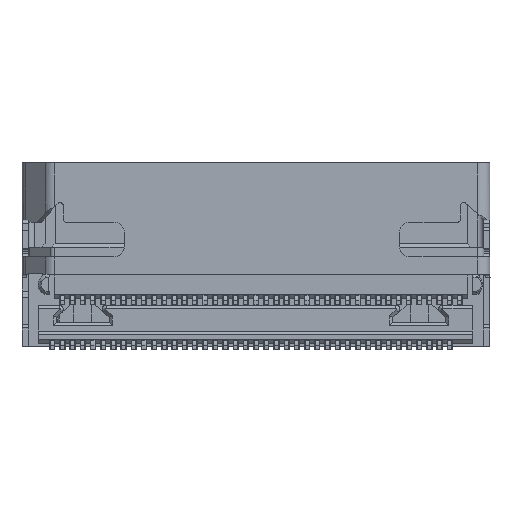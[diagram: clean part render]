
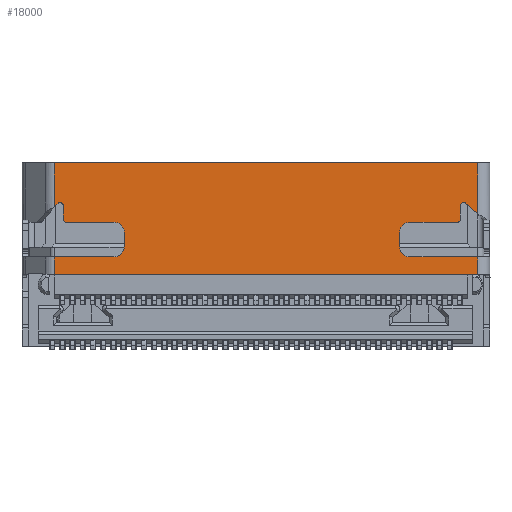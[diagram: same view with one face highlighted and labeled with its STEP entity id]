
A CAD part, front view. The second image highlights one B-rep face of the part: STEP entity #18000.
In plain terms, the highlighted planar face has unit normal (0, -1, 0).
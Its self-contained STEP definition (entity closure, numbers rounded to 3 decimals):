
#192=DIRECTION('',(1.,0.,0.));
#193=VECTOR('',#192,3.332);
#194=CARTESIAN_POINT('',(7.525,-0.05,
-0.366));
#195=LINE('',#194,#193);
#295=DIRECTION('',(1.,0.,0.));
#296=VECTOR('',#295,20.761);
#297=CARTESIAN_POINT('',(-9.904,-0.05,
4.252));
#298=LINE('',#297,#296);
#369=CARTESIAN_POINT('',(-6.983,-0.05,
0.134));
#370=DIRECTION('',(0.,1.,0.));
#371=DIRECTION('',(1.,0.,0.));
#372=AXIS2_PLACEMENT_3D('',#369,#370,#371);
#374=DIRECTION('',(0.,0.,-1.));
#375=VECTOR('',#374,0.7);
#376=CARTESIAN_POINT('',(-6.483,-0.05,
0.834));
#377=LINE('',#376,#375);
#378=CARTESIAN_POINT('',(-6.983,-0.05,
0.834));
#379=DIRECTION('',(0.,1.,0.));
#380=DIRECTION('',(0.,0.,1.));
#381=AXIS2_PLACEMENT_3D('',#378,#379,#380);
#383=DIRECTION('',(1.,0.,0.));
#384=VECTOR('',#383,2.335);
#385=CARTESIAN_POINT('',(-9.317,-0.05,
1.334));
#386=LINE('',#385,#384);
#387=CARTESIAN_POINT('',(-9.317,-0.05,
1.484));
#388=DIRECTION('',(0.,-1.,0.));
#389=DIRECTION('',(-1.,0.,0.));
#390=AXIS2_PLACEMENT_3D('',#387,#388,#389);
#392=DIRECTION('',(0.,0.,-1.));
#393=VECTOR('',#392,0.669);
#394=CARTESIAN_POINT('',(-9.467,-0.05,
2.153));
#395=LINE('',#394,#393);
#396=CARTESIAN_POINT('',(-9.617,-0.05,
2.153));
#397=DIRECTION('',(0.,1.,0.));
#398=DIRECTION('',(-0.651,0.,0.759));
#399=AXIS2_PLACEMENT_3D('',#396,#397,#398);
#401=DIRECTION('',(0.759,0.,0.651));
#402=VECTOR('',#401,0.25);
#403=CARTESIAN_POINT('',(-9.904,-0.05,
2.105));
#404=LINE('',#403,#402);
#405=DIRECTION('',(0.759,0.,-0.651));
#406=VECTOR('',#405,0.79);
#407=CARTESIAN_POINT('',(10.257,-0.05,2.268));
#408=LINE('',#407,#406);
#409=CARTESIAN_POINT('',(10.16,-0.05,2.154));
#410=DIRECTION('',(0.,1.,0.));
#411=DIRECTION('',(0.,0.,1.));
#412=AXIS2_PLACEMENT_3D('',#409,#410,#411);
#414=CARTESIAN_POINT('',(10.16,-0.05,2.154));
#415=DIRECTION('',(0.,1.,0.));
#416=DIRECTION('',(-1.,0.,0.));
#417=AXIS2_PLACEMENT_3D('',#414,#415,#416);
#419=CARTESIAN_POINT('',(9.86,-0.05,1.484));
#420=DIRECTION('',(0.,-1.,0.));
#421=DIRECTION('',(0.,0.,-1.));
#422=AXIS2_PLACEMENT_3D('',#419,#420,#421);
#424=CARTESIAN_POINT('',(7.525,-0.05,
0.834));
#425=DIRECTION('',(0.,1.,0.));
#426=DIRECTION('',(-1.,0.,0.));
#427=AXIS2_PLACEMENT_3D('',#424,#425,#426);
#429=CARTESIAN_POINT('',(7.525,-0.05,
0.134));
#430=DIRECTION('',(0.,1.,0.));
#431=DIRECTION('',(0.,0.,-1.));
#432=AXIS2_PLACEMENT_3D('',#429,#430,#431);
#457=DIRECTION('',(-1.,0.,0.));
#458=VECTOR('',#457,20.761);
#459=CARTESIAN_POINT('',(10.856,-0.05,
-1.216));
#460=LINE('',#459,#458);
#895=DIRECTION('',(1.,0.,0.));
#896=VECTOR('',#895,2.922);
#897=CARTESIAN_POINT('',(-9.904,-0.05,
-0.366));
#898=LINE('',#897,#896);
#1145=DIRECTION('',(0.,0.,1.));
#1146=VECTOR('',#1145,2.147);
#1147=CARTESIAN_POINT('',(-9.904,-0.05,
2.105));
#1148=LINE('',#1147,#1146);
#1154=CARTESIAN_POINT('',(-9.904,-0.05,
2.105));
#1315=DIRECTION('',(0.,0.,-1.));
#1316=VECTOR('',#1315,0.67);
#1317=CARTESIAN_POINT('',(10.01,-0.05,
2.154));
#1318=LINE('',#1317,#1316);
#1327=DIRECTION('',(-1.,0.,0.));
#1328=VECTOR('',#1327,2.335);
#1329=CARTESIAN_POINT('',(9.86,-0.05,
1.334));
#1330=LINE('',#1329,#1328);
#1339=DIRECTION('',(0.,0.,-1.));
#1340=VECTOR('',#1339,0.7);
#1341=CARTESIAN_POINT('',(7.025,-0.05,
0.834));
#1342=LINE('',#1341,#1340);
#1361=DIRECTION('',(0.,0.,-1.));
#1362=VECTOR('',#1361,2.498);
#1363=CARTESIAN_POINT('',(10.856,-0.05,
4.252));
#1364=LINE('',#1363,#1362);
#13409=DIRECTION('',(0.,0.,-1.));
#13410=VECTOR('',#13409,0.85);
#13411=CARTESIAN_POINT('',(10.856,-0.05,
-0.366));
#13412=LINE('',#13411,#13410);
#13437=DIRECTION('',(0.,0.,1.));
#13438=VECTOR('',#13437,0.85);
#13439=CARTESIAN_POINT('',(-9.904,-0.05,
-1.216));
#13440=LINE('',#13439,#13438);
#14257=CARTESIAN_POINT('',(10.856,-0.05,
-1.216));
#14258=VERTEX_POINT('',#14257);
#14259=CARTESIAN_POINT('',(-9.904,-0.05,
-1.216));
#14260=VERTEX_POINT('',#14259);
#17350=CARTESIAN_POINT('',(-9.467,-0.05,
2.153));
#17351=VERTEX_POINT('',#17350);
#17352=CARTESIAN_POINT('',(-9.715,-0.05,
2.267));
#17353=VERTEX_POINT('',#17352);
#17358=CARTESIAN_POINT('',(-9.317,-0.05,
1.334));
#17359=VERTEX_POINT('',#17358);
#17360=CARTESIAN_POINT('',(-9.467,-0.05,
1.484));
#17361=VERTEX_POINT('',#17360);
#17374=CARTESIAN_POINT('',(10.01,-0.05,
1.484));
#17375=VERTEX_POINT('',#17374);
#17376=CARTESIAN_POINT('',(9.86,-0.05,
1.334));
#17377=VERTEX_POINT('',#17376);
#17384=CARTESIAN_POINT('',(10.257,-0.05,
2.268));
#17385=VERTEX_POINT('',#17384);
#17386=CARTESIAN_POINT('',(10.01,-0.05,
2.154));
#17387=CARTESIAN_POINT('',(10.16,-0.05,
2.304));
#17388=VERTEX_POINT('',#17386);
#17389=VERTEX_POINT('',#17387);
#17443=CARTESIAN_POINT('',(-6.483,-0.05,
0.834));
#17444=VERTEX_POINT('',#17443);
#17445=CARTESIAN_POINT('',(-6.983,-0.05,
1.334));
#17446=VERTEX_POINT('',#17445);
#17447=CARTESIAN_POINT('',(-6.983,-0.05,
-0.366));
#17448=VERTEX_POINT('',#17447);
#17449=CARTESIAN_POINT('',(-6.483,-0.05,
0.134));
#17450=VERTEX_POINT('',#17449);
#17455=CARTESIAN_POINT('',(7.025,-0.05,
0.134));
#17456=VERTEX_POINT('',#17455);
#17457=CARTESIAN_POINT('',(7.525,-0.05,
-0.366));
#17458=VERTEX_POINT('',#17457);
#17463=CARTESIAN_POINT('',(7.525,-0.05,
1.334));
#17464=VERTEX_POINT('',#17463);
#17465=CARTESIAN_POINT('',(7.025,-0.05,
0.834));
#17466=VERTEX_POINT('',#17465);
#17510=CARTESIAN_POINT('',(10.856,-0.05,
4.252));
#17511=VERTEX_POINT('',#17510);
#17512=CARTESIAN_POINT('',(10.856,-0.05,
1.754));
#17513=VERTEX_POINT('',#17512);
#17518=CARTESIAN_POINT('',(10.856,-0.05,
-0.366));
#17519=VERTEX_POINT('',#17518);
#17564=VERTEX_POINT('',#1154);
#17565=CARTESIAN_POINT('',(-9.904,-0.05,
4.252));
#17566=VERTEX_POINT('',#17565);
#17567=CARTESIAN_POINT('',(-9.904,-0.05,
-0.366));
#17568=VERTEX_POINT('',#17567);
#17946=CARTESIAN_POINT('',(13.231,-0.05,
5.272));
#17947=DIRECTION('',(0.,-1.,0.));
#17948=DIRECTION('',(-1.,0.,0.));
#17949=AXIS2_PLACEMENT_3D('',#17946,#17947,#17948);
#17950=PLANE('',#17949);
#17952=ORIENTED_EDGE('',*,*,#17951,.T.);
#17954=ORIENTED_EDGE('',*,*,#17953,.T.);
#17956=ORIENTED_EDGE('',*,*,#17955,.T.);
#17958=ORIENTED_EDGE('',*,*,#17957,.F.);
#17960=ORIENTED_EDGE('',*,*,#17959,.F.);
#17962=ORIENTED_EDGE('',*,*,#17961,.F.);
#17964=ORIENTED_EDGE('',*,*,#17963,.F.);
#17966=ORIENTED_EDGE('',*,*,#17965,.F.);
#17968=ORIENTED_EDGE('',*,*,#17967,.F.);
#17970=ORIENTED_EDGE('',*,*,#17969,.F.);
#17972=ORIENTED_EDGE('',*,*,#17971,.F.);
#17974=ORIENTED_EDGE('',*,*,#17973,.T.);
#17975=ORIENTED_EDGE('',*,*,#17904,.T.);
#17977=ORIENTED_EDGE('',*,*,#17976,.T.);
#17979=ORIENTED_EDGE('',*,*,#17978,.F.);
#17981=ORIENTED_EDGE('',*,*,#17980,.F.);
#17983=ORIENTED_EDGE('',*,*,#17982,.F.);
#17985=ORIENTED_EDGE('',*,*,#17984,.T.);
#17987=ORIENTED_EDGE('',*,*,#17986,.F.);
#17989=ORIENTED_EDGE('',*,*,#17988,.T.);
#17991=ORIENTED_EDGE('',*,*,#17990,.F.);
#17993=ORIENTED_EDGE('',*,*,#17992,.T.);
#17994=ORIENTED_EDGE('',*,*,#17813,.F.);
#17995=ORIENTED_EDGE('',*,*,#17782,.T.);
#17997=ORIENTED_EDGE('',*,*,#17996,.T.);
#17998=EDGE_LOOP('',(#17952,#17954,#17956,#17958,#17960,#17962,#17964,#17966,
#17968,#17970,#17972,#17974,#17975,#17977,#17979,#17981,#17983,#17985,#17987,
#17989,#17991,#17993,#17994,#17995,#17997));
#17999=FACE_OUTER_BOUND('',#17998,.F.);
#18000=ADVANCED_FACE('',(#17999),#17950,.T.);
#373=CIRCLE('',#372,0.5);
#382=CIRCLE('',#381,0.5);
#391=CIRCLE('',#390,0.15);
#400=CIRCLE('',#399,0.15);
#413=CIRCLE('',#412,0.15);
#418=CIRCLE('',#417,0.15);
#423=CIRCLE('',#422,0.15);
#428=CIRCLE('',#427,0.5);
#433=CIRCLE('',#432,0.5);
#17782=EDGE_CURVE('',#17458,#17519,#195,.T.);
#17813=EDGE_CURVE('',#17458,#17456,#433,.T.);
#17904=EDGE_CURVE('',#17566,#17511,#298,.T.);
#17951=EDGE_CURVE('',#14258,#14260,#460,.T.);
#17953=EDGE_CURVE('',#14260,#17568,#13440,.T.);
#17955=EDGE_CURVE('',#17568,#17448,#898,.T.);
#17957=EDGE_CURVE('',#17450,#17448,#373,.T.);
#17959=EDGE_CURVE('',#17444,#17450,#377,.T.);
#17961=EDGE_CURVE('',#17446,#17444,#382,.T.);
#17963=EDGE_CURVE('',#17359,#17446,#386,.T.);
#17965=EDGE_CURVE('',#17361,#17359,#391,.T.);
#17967=EDGE_CURVE('',#17351,#17361,#395,.T.);
#17969=EDGE_CURVE('',#17353,#17351,#400,.T.);
#17971=EDGE_CURVE('',#17564,#17353,#404,.T.);
#17973=EDGE_CURVE('',#17564,#17566,#1148,.T.);
#17976=EDGE_CURVE('',#17511,#17513,#1364,.T.);
#17978=EDGE_CURVE('',#17385,#17513,#408,.T.);
#17980=EDGE_CURVE('',#17389,#17385,#413,.T.);
#17982=EDGE_CURVE('',#17388,#17389,#418,.T.);
#17984=EDGE_CURVE('',#17388,#17375,#1318,.T.);
#17986=EDGE_CURVE('',#17377,#17375,#423,.T.);
#17988=EDGE_CURVE('',#17377,#17464,#1330,.T.);
#17990=EDGE_CURVE('',#17466,#17464,#428,.T.);
#17992=EDGE_CURVE('',#17466,#17456,#1342,.T.);
#17996=EDGE_CURVE('',#17519,#14258,#13412,.T.);
